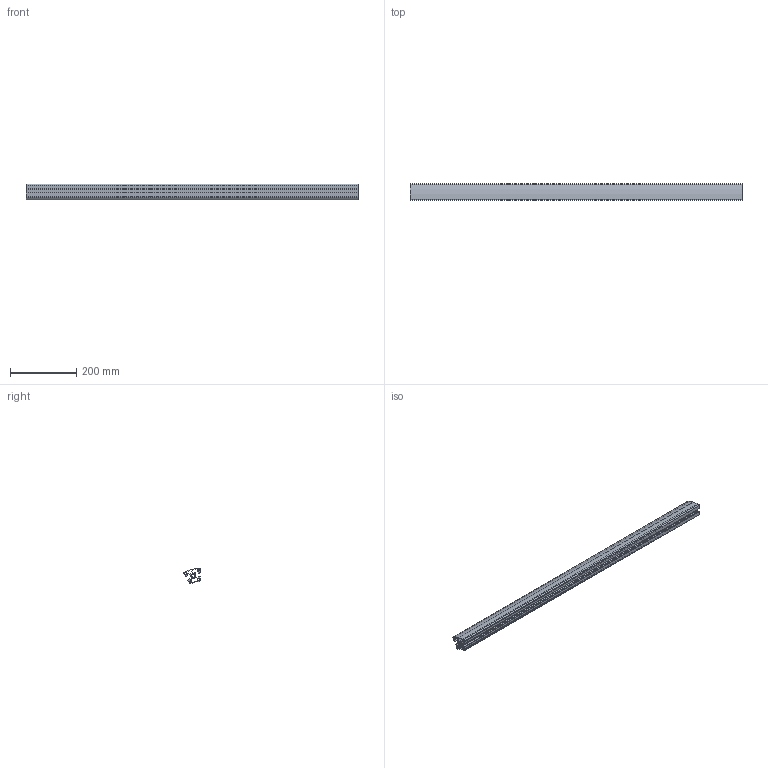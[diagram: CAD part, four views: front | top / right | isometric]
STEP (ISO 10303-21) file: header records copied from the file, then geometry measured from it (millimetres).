
FILE_DESCRIPTION (( 'STEP AP214' ), '1' );
FILE_NAME ('3_842_993_195_1000-Bosch.step', '2020-07-02T12:05:31', ( '' ), ( '' ), 'SwSTEP 2.0', 'SolidWorks 2010', '' );
FILE_SCHEMA (( 'AUTOMOTIVE_DESIGN' ));
Length unit declared in the file: millimetre
Products named in the file (1): 3_842_993_195_1000-Bosch
Bounding box: 1000 x 48.88 x 46.95 mm (x, y, z)
Volume: 621977.8 mm3; surface area: 498141.9 mm2
Topology: 1 solids, 1 shells, 112 faces, 330 edges, 220 vertices
Faces by surface type: plane 85, cylinder 27
Entity records: 3758 total; most frequent: CARTESIAN_POINT 663, ORIENTED_EDGE 660, DIRECTION 610, EDGE_CURVE 330, LINE 276, VECTOR 276, VERTEX_POINT 220, AXIS2_PLACEMENT_3D 167
